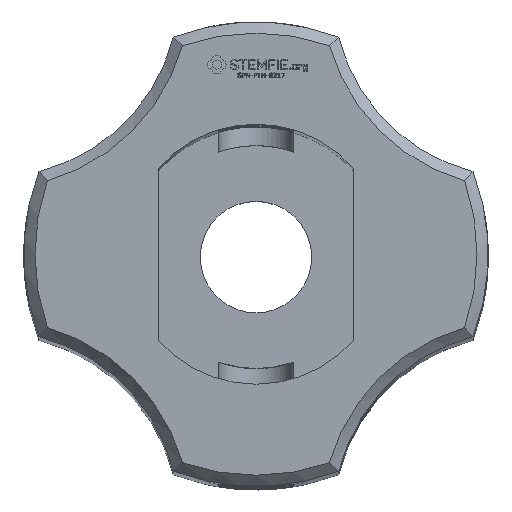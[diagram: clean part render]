
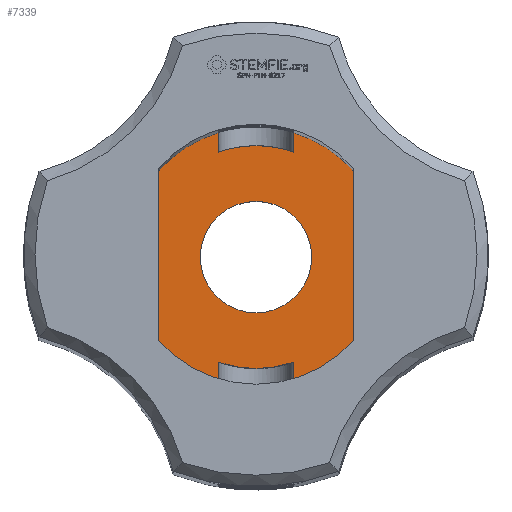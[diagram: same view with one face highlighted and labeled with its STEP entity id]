
A CAD part, top view. The second image highlights one B-rep face of the part: STEP entity #7339.
In plain terms, the highlighted planar face has unit normal (0, 0, 1).
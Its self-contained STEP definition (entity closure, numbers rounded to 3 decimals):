
#1809 = VERTEX_POINT('',#1810);
#1810 = CARTESIAN_POINT('',(2.829,0.998,11.));
#1824 = EDGE_CURVE('',#1825,#1809,#1827,.T.);
#1825 = VERTEX_POINT('',#1826);
#1826 = CARTESIAN_POINT('',(2.625,0.998,11.));
#1827 = LINE('',#1828,#1829);
#1828 = CARTESIAN_POINT('',(59.552,0.998,11.));
#1829 = VECTOR('',#1830,1.);
#1830 = DIRECTION('',(1.,0.,0.));
#1833 = VERTEX_POINT('',#1834);
#1834 = CARTESIAN_POINT('',(2.625,-0.998,11.));
#1841 = EDGE_CURVE('',#1833,#1842,#1844,.T.);
#1842 = VERTEX_POINT('',#1843);
#1843 = CARTESIAN_POINT('',(2.829,-0.998,11.));
#1844 = LINE('',#1845,#1846);
#1845 = CARTESIAN_POINT('',(59.552,-0.998,11.));
#1846 = VECTOR('',#1847,1.);
#1847 = DIRECTION('',(1.,0.,0.));
#7246 = EDGE_CURVE('',#7247,#1825,#7249,.T.);
#7247 = VERTEX_POINT('',#7248);
#7248 = CARTESIAN_POINT('',(2.625,2.315,11.));
#7249 = LINE('',#7250,#7251);
#7250 = CARTESIAN_POINT('',(2.625,2.315,11.));
#7251 = VECTOR('',#7252,1.);
#7252 = DIRECTION('',(0.,-1.,0.));
#7262 = VERTEX_POINT('',#7263);
#7263 = CARTESIAN_POINT('',(2.625,-2.315,11.));
#7269 = EDGE_CURVE('',#1833,#7262,#7270,.T.);
#7270 = LINE('',#7271,#7272);
#7271 = CARTESIAN_POINT('',(2.625,2.315,11.));
#7272 = VECTOR('',#7273,1.);
#7273 = DIRECTION('',(0.,-1.,0.));
#7326 = EDGE_CURVE('',#1809,#1842,#7327,.T.);
#7327 = CIRCLE('',#7328,3.);
#7328 = AXIS2_PLACEMENT_3D('',#7329,#7330,#7331);
#7329 = CARTESIAN_POINT('',(0.,0.,11.));
#7330 = DIRECTION('',(0.,0.,-1.));
#7331 = DIRECTION('',(0.,1.,0.));
#7339 = ADVANCED_FACE('',(#7340,#7481),#7492,.T.);
#7340 = FACE_BOUND('',#7341,.T.);
#7341 = EDGE_LOOP('',(#7342,#7343,#7344,#7345,#7346,#7355,#7363,#7372,
    #7381,#7389,#7398,#7406,#7414,#7423,#7431,#7439,#7448,#7456,#7465,
    #7473,#7480));
#7342 = ORIENTED_EDGE('',*,*,#1841,.T.);
#7343 = ORIENTED_EDGE('',*,*,#7326,.F.);
#7344 = ORIENTED_EDGE('',*,*,#1824,.F.);
#7345 = ORIENTED_EDGE('',*,*,#7246,.F.);
#7346 = ORIENTED_EDGE('',*,*,#7347,.T.);
#7347 = EDGE_CURVE('',#7247,#7348,#7350,.T.);
#7348 = VERTEX_POINT('',#7349);
#7349 = CARTESIAN_POINT('',(0.998,3.355,11.));
#7350 = CIRCLE('',#7351,3.5);
#7351 = AXIS2_PLACEMENT_3D('',#7352,#7353,#7354);
#7352 = CARTESIAN_POINT('',(0.,0.,11.)
  );
#7353 = DIRECTION('',(0.,0.,1.));
#7354 = DIRECTION('',(1.,0.,0.));
#7355 = ORIENTED_EDGE('',*,*,#7356,.T.);
#7356 = EDGE_CURVE('',#7348,#7357,#7359,.T.);
#7357 = VERTEX_POINT('',#7358);
#7358 = CARTESIAN_POINT('',(0.998,2.829,11.));
#7359 = LINE('',#7360,#7361);
#7360 = CARTESIAN_POINT('',(0.998,-59.552,11.));
#7361 = VECTOR('',#7362,1.);
#7362 = DIRECTION('',(0.,-1.,0.));
#7363 = ORIENTED_EDGE('',*,*,#7364,.F.);
#7364 = EDGE_CURVE('',#7365,#7357,#7367,.T.);
#7365 = VERTEX_POINT('',#7366);
#7366 = CARTESIAN_POINT('',(0.,3.,11.));
#7367 = CIRCLE('',#7368,3.);
#7368 = AXIS2_PLACEMENT_3D('',#7369,#7370,#7371);
#7369 = CARTESIAN_POINT('',(0.,0.,11.));
#7370 = DIRECTION('',(0.,0.,-1.));
#7371 = DIRECTION('',(0.,1.,0.));
#7372 = ORIENTED_EDGE('',*,*,#7373,.F.);
#7373 = EDGE_CURVE('',#7374,#7365,#7376,.T.);
#7374 = VERTEX_POINT('',#7375);
#7375 = CARTESIAN_POINT('',(-0.998,2.829,11.));
#7376 = CIRCLE('',#7377,3.);
#7377 = AXIS2_PLACEMENT_3D('',#7378,#7379,#7380);
#7378 = CARTESIAN_POINT('',(0.,0.,11.));
#7379 = DIRECTION('',(0.,0.,-1.));
#7380 = DIRECTION('',(0.,1.,0.));
#7381 = ORIENTED_EDGE('',*,*,#7382,.F.);
#7382 = EDGE_CURVE('',#7383,#7374,#7385,.T.);
#7383 = VERTEX_POINT('',#7384);
#7384 = CARTESIAN_POINT('',(-0.998,3.355,11.));
#7385 = LINE('',#7386,#7387);
#7386 = CARTESIAN_POINT('',(-0.998,-59.552,11.));
#7387 = VECTOR('',#7388,1.);
#7388 = DIRECTION('',(0.,-1.,0.));
#7389 = ORIENTED_EDGE('',*,*,#7390,.T.);
#7390 = EDGE_CURVE('',#7383,#7391,#7393,.T.);
#7391 = VERTEX_POINT('',#7392);
#7392 = CARTESIAN_POINT('',(-2.625,2.315,11.));
#7393 = CIRCLE('',#7394,3.5);
#7394 = AXIS2_PLACEMENT_3D('',#7395,#7396,#7397);
#7395 = CARTESIAN_POINT('',(0.,0.,11.)
  );
#7396 = DIRECTION('',(0.,0.,1.));
#7397 = DIRECTION('',(1.,0.,0.));
#7398 = ORIENTED_EDGE('',*,*,#7399,.T.);
#7399 = EDGE_CURVE('',#7391,#7400,#7402,.T.);
#7400 = VERTEX_POINT('',#7401);
#7401 = CARTESIAN_POINT('',(-2.625,0.998,11.));
#7402 = LINE('',#7403,#7404);
#7403 = CARTESIAN_POINT('',(-2.625,2.315,11.));
#7404 = VECTOR('',#7405,1.);
#7405 = DIRECTION('',(0.,-1.,0.));
#7406 = ORIENTED_EDGE('',*,*,#7407,.F.);
#7407 = EDGE_CURVE('',#7408,#7400,#7410,.T.);
#7408 = VERTEX_POINT('',#7409);
#7409 = CARTESIAN_POINT('',(-2.829,0.998,11.));
#7410 = LINE('',#7411,#7412);
#7411 = CARTESIAN_POINT('',(59.552,0.998,11.));
#7412 = VECTOR('',#7413,1.);
#7413 = DIRECTION('',(1.,0.,0.));
#7414 = ORIENTED_EDGE('',*,*,#7415,.F.);
#7415 = EDGE_CURVE('',#7416,#7408,#7418,.T.);
#7416 = VERTEX_POINT('',#7417);
#7417 = CARTESIAN_POINT('',(-2.829,-0.998,11.));
#7418 = CIRCLE('',#7419,3.);
#7419 = AXIS2_PLACEMENT_3D('',#7420,#7421,#7422);
#7420 = CARTESIAN_POINT('',(0.,0.,11.));
#7421 = DIRECTION('',(0.,0.,-1.));
#7422 = DIRECTION('',(0.,1.,0.));
#7423 = ORIENTED_EDGE('',*,*,#7424,.T.);
#7424 = EDGE_CURVE('',#7416,#7425,#7427,.T.);
#7425 = VERTEX_POINT('',#7426);
#7426 = CARTESIAN_POINT('',(-2.625,-0.998,11.));
#7427 = LINE('',#7428,#7429);
#7428 = CARTESIAN_POINT('',(59.552,-0.998,11.));
#7429 = VECTOR('',#7430,1.);
#7430 = DIRECTION('',(1.,0.,0.));
#7431 = ORIENTED_EDGE('',*,*,#7432,.T.);
#7432 = EDGE_CURVE('',#7425,#7433,#7435,.T.);
#7433 = VERTEX_POINT('',#7434);
#7434 = CARTESIAN_POINT('',(-2.625,-2.315,11.));
#7435 = LINE('',#7436,#7437);
#7436 = CARTESIAN_POINT('',(-2.625,2.315,11.));
#7437 = VECTOR('',#7438,1.);
#7438 = DIRECTION('',(0.,-1.,0.));
#7439 = ORIENTED_EDGE('',*,*,#7440,.T.);
#7440 = EDGE_CURVE('',#7433,#7441,#7443,.T.);
#7441 = VERTEX_POINT('',#7442);
#7442 = CARTESIAN_POINT('',(-0.998,-3.355,11.));
#7443 = CIRCLE('',#7444,3.5);
#7444 = AXIS2_PLACEMENT_3D('',#7445,#7446,#7447);
#7445 = CARTESIAN_POINT('',(0.,0.,11.)
  );
#7446 = DIRECTION('',(0.,0.,1.));
#7447 = DIRECTION('',(1.,0.,0.));
#7448 = ORIENTED_EDGE('',*,*,#7449,.F.);
#7449 = EDGE_CURVE('',#7450,#7441,#7452,.T.);
#7450 = VERTEX_POINT('',#7451);
#7451 = CARTESIAN_POINT('',(-0.998,-2.829,11.));
#7452 = LINE('',#7453,#7454);
#7453 = CARTESIAN_POINT('',(-0.998,-59.552,11.));
#7454 = VECTOR('',#7455,1.);
#7455 = DIRECTION('',(0.,-1.,0.));
#7456 = ORIENTED_EDGE('',*,*,#7457,.F.);
#7457 = EDGE_CURVE('',#7458,#7450,#7460,.T.);
#7458 = VERTEX_POINT('',#7459);
#7459 = CARTESIAN_POINT('',(0.998,-2.829,11.));
#7460 = CIRCLE('',#7461,3.);
#7461 = AXIS2_PLACEMENT_3D('',#7462,#7463,#7464);
#7462 = CARTESIAN_POINT('',(0.,0.,11.));
#7463 = DIRECTION('',(0.,0.,-1.));
#7464 = DIRECTION('',(0.,1.,0.));
#7465 = ORIENTED_EDGE('',*,*,#7466,.T.);
#7466 = EDGE_CURVE('',#7458,#7467,#7469,.T.);
#7467 = VERTEX_POINT('',#7468);
#7468 = CARTESIAN_POINT('',(0.998,-3.355,11.));
#7469 = LINE('',#7470,#7471);
#7470 = CARTESIAN_POINT('',(0.998,-59.552,11.));
#7471 = VECTOR('',#7472,1.);
#7472 = DIRECTION('',(0.,-1.,0.));
#7473 = ORIENTED_EDGE('',*,*,#7474,.T.);
#7474 = EDGE_CURVE('',#7467,#7262,#7475,.T.);
#7475 = CIRCLE('',#7476,3.5);
#7476 = AXIS2_PLACEMENT_3D('',#7477,#7478,#7479);
#7477 = CARTESIAN_POINT('',(0.,0.,11.)
  );
#7478 = DIRECTION('',(0.,0.,1.));
#7479 = DIRECTION('',(1.,0.,0.));
#7480 = ORIENTED_EDGE('',*,*,#7269,.F.);
#7481 = FACE_BOUND('',#7482,.T.);
#7482 = EDGE_LOOP('',(#7483));
#7483 = ORIENTED_EDGE('',*,*,#7484,.T.);
#7484 = EDGE_CURVE('',#7485,#7485,#7487,.T.);
#7485 = VERTEX_POINT('',#7486);
#7486 = CARTESIAN_POINT('',(0.,1.5,11.));
#7487 = CIRCLE('',#7488,1.5);
#7488 = AXIS2_PLACEMENT_3D('',#7489,#7490,#7491);
#7489 = CARTESIAN_POINT('',(0.,0.,11.));
#7490 = DIRECTION('',(0.,0.,-1.));
#7491 = DIRECTION('',(0.,1.,0.));
#7492 = PLANE('',#7493);
#7493 = AXIS2_PLACEMENT_3D('',#7494,#7495,#7496);
#7494 = CARTESIAN_POINT('',(0.,0.001,11.));
#7495 = DIRECTION('',(0.,0.,1.));
#7496 = DIRECTION('',(0.,1.,0.));
